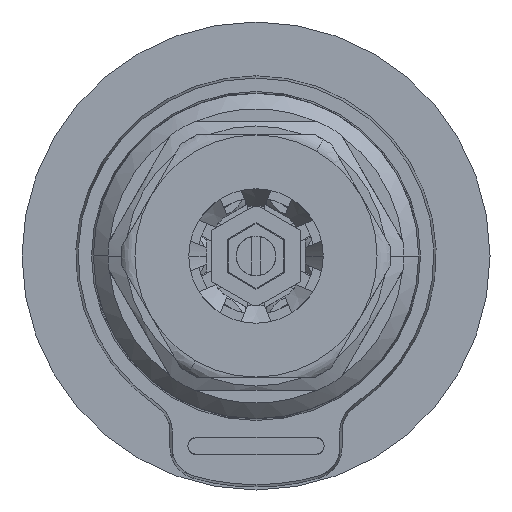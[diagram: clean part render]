
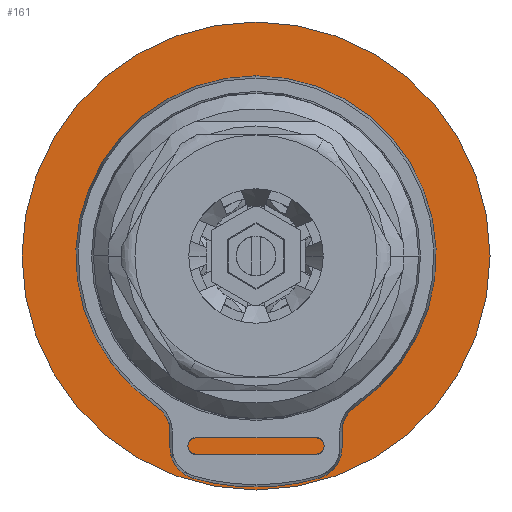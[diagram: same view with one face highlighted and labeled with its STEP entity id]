
A CAD part, left-side view. The second image highlights one B-rep face of the part: STEP entity #161.
In plain terms, the highlighted planar face has unit normal (-1, 0, 0).
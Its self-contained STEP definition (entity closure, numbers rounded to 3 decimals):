
#161=ADVANCED_FACE('',(#1502,#1503),#1504,.F.);
#1502=FACE_OUTER_BOUND('',#4734,.T.);
#1503=FACE_BOUND('',#4735,.T.);
#1504=PLANE('',#4736);
#4734=EDGE_LOOP('',(#18078,#18079));
#4735=EDGE_LOOP('',(#18080,#18081));
#4736=AXIS2_PLACEMENT_3D('',#18082,#18083,#18084);
#18078=ORIENTED_EDGE('',*,*,#27392,.F.);
#18079=ORIENTED_EDGE('',*,*,#27390,.F.);
#18080=ORIENTED_EDGE('',*,*,#27393,.F.);
#18081=ORIENTED_EDGE('',*,*,#27394,.F.);
#18082=CARTESIAN_POINT('',(-9.78,0.0,0.0));
#18083=DIRECTION('',(1.0,0.0,0.0));
#18084=DIRECTION('',(0.0,1.0,0.0));
#27390=EDGE_CURVE('',#31250,#31252,#31253,.T.);
#27392=EDGE_CURVE('',#31252,#31250,#31255,.T.);
#27393=EDGE_CURVE('',#31256,#31257,#31258,.T.);
#27394=EDGE_CURVE('',#31257,#31256,#31259,.T.);
#31250=VERTEX_POINT('',#39354);
#31252=VERTEX_POINT('',#39357);
#31253=CIRCLE('',#39358,16.575);
#31255=CIRCLE('',#39361,16.575);
#31256=VERTEX_POINT('',#39362);
#31257=VERTEX_POINT('',#39363);
#31258=CIRCLE('',#39364,11.788);
#31259=CIRCLE('',#39365,11.788);
#39354=CARTESIAN_POINT('',(-9.78,0.0,16.575));
#39357=CARTESIAN_POINT('',(-9.78,0.0,-16.575));
#39358=AXIS2_PLACEMENT_3D('',#53368,#53369,#53370);
#39361=AXIS2_PLACEMENT_3D('',#53372,#53373,#53374);
#39362=CARTESIAN_POINT('',(-9.78,11.788,0.0));
#39363=CARTESIAN_POINT('',(-9.78,-11.788,0.0));
#39364=AXIS2_PLACEMENT_3D('',#53375,#53376,#53377);
#39365=AXIS2_PLACEMENT_3D('',#53378,#53379,#53380);
#53368=CARTESIAN_POINT('',(-9.78,0.0,0.0));
#53369=DIRECTION('',(1.0,0.0,-0.0));
#53370=DIRECTION('',(0.0,0.0,1.0));
#53372=CARTESIAN_POINT('',(-9.78,0.0,0.0));
#53373=DIRECTION('',(1.0,0.0,0.0));
#53374=DIRECTION('',(0.0,0.0,-1.0));
#53375=CARTESIAN_POINT('',(-9.78,0.0,0.0));
#53376=DIRECTION('',(-1.0,0.0,0.0));
#53377=DIRECTION('',(0.0,1.0,0.0));
#53378=CARTESIAN_POINT('',(-9.78,0.0,0.0));
#53379=DIRECTION('',(-1.0,0.0,0.0));
#53380=DIRECTION('',(0.0,-1.0,0.0));
